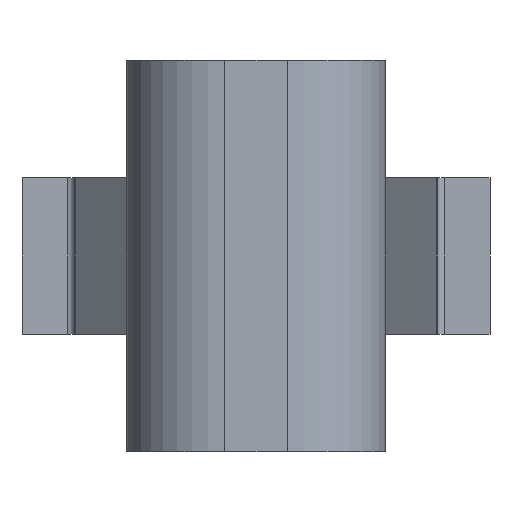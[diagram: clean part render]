
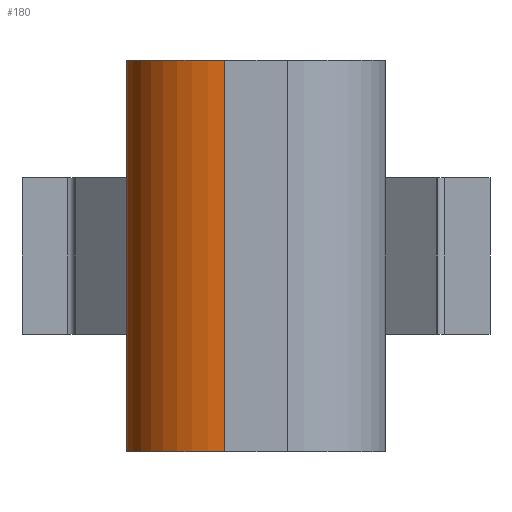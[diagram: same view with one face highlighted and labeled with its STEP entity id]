
A CAD part, left-side view. The second image highlights one B-rep face of the part: STEP entity #180.
In plain terms, the highlighted cylindrical face has radius 6.306 mm (diameter 12.612 mm), a partial arc.
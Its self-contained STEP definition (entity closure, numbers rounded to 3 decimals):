
#98 = DIRECTION ( 'NONE',  ( 0., 0., -1. ) ) ;
#133 = ORIENTED_EDGE ( 'NONE', *, *, #1474, .T. ) ;
#148 = CARTESIAN_POINT ( 'NONE',  ( -64.025, 2., 12.5 ) ) ;
#180 = ADVANCED_FACE ( 'NONE', ( #812 ), #958, .T. ) ;
#258 = AXIS2_PLACEMENT_3D ( 'NONE', #1035, #1176, #859 ) ;
#266 = LINE ( 'NONE', #843, #532 ) ;
#289 = CARTESIAN_POINT ( 'NONE',  ( -70.331, 2., 12.5 ) ) ;
#311 = VERTEX_POINT ( 'NONE', #750 ) ;
#378 = EDGE_CURVE ( 'NONE', #1783, #713, #501, .T. ) ;
#418 = CARTESIAN_POINT ( 'NONE',  ( -64.025, 2., 5. ) ) ;
#421 = EDGE_LOOP ( 'NONE', ( #1398, #1229, #133, #547, #719, #460 ) ) ;
#429 = EDGE_CURVE ( 'NONE', #713, #535, #632, .T. ) ;
#434 = CARTESIAN_POINT ( 'NONE',  ( -64.373, 8.296, 12.5 ) ) ;
#460 = ORIENTED_EDGE ( 'NONE', *, *, #1009, .T. ) ;
#501 = CIRCLE ( 'NONE', #1781, 6.306 ) ;
#532 = VECTOR ( 'NONE', #692, 1000. ) ;
#535 = VERTEX_POINT ( 'NONE', #838 ) ;
#547 = ORIENTED_EDGE ( 'NONE', *, *, #429, .F. ) ;
#587 = VECTOR ( 'NONE', #1581, 1000. ) ;
#598 = VECTOR ( 'NONE', #98, 1000. ) ;
#632 = LINE ( 'NONE', #1233, #598 ) ;
#692 = DIRECTION ( 'NONE',  ( 0., 0., -1. ) ) ;
#713 = VERTEX_POINT ( 'NONE', #289 ) ;
#719 = ORIENTED_EDGE ( 'NONE', *, *, #378, .F. ) ;
#720 = DIRECTION ( 'NONE',  ( 1., 0., 0. ) ) ;
#750 = CARTESIAN_POINT ( 'NONE',  ( -64.373, 8.296, -5. ) ) ;
#812 = FACE_OUTER_BOUND ( 'NONE', #421, .T. ) ;
#823 = DIRECTION ( 'NONE',  ( 1., 0., 0. ) ) ;
#838 = CARTESIAN_POINT ( 'NONE',  ( -70.331, 2., -12.5 ) ) ;
#843 = CARTESIAN_POINT ( 'NONE',  ( -64.373, 8.296, 12.5 ) ) ;
#859 = DIRECTION ( 'NONE',  ( 1., 0., 0. ) ) ;
#889 = LINE ( 'NONE', #1158, #587 ) ;
#931 = CARTESIAN_POINT ( 'NONE',  ( -64.373, 8.296, 12.5 ) ) ;
#958 = CYLINDRICAL_SURFACE ( 'NONE', #1670, 6.306 ) ;
#981 = DIRECTION ( 'NONE',  ( 0., 0., -1. ) ) ;
#1009 = EDGE_CURVE ( 'NONE', #1783, #1068, #1845, .T. ) ;
#1035 = CARTESIAN_POINT ( 'NONE',  ( -64.025, 2., -12.5 ) ) ;
#1068 = VERTEX_POINT ( 'NONE', #1853 ) ;
#1092 = VECTOR ( 'NONE', #981, 1000. ) ;
#1158 = CARTESIAN_POINT ( 'NONE',  ( -64.373, 8.296, 5. ) ) ;
#1176 = DIRECTION ( 'NONE',  ( 0., 0., 1. ) ) ;
#1229 = ORIENTED_EDGE ( 'NONE', *, *, #1384, .T. ) ;
#1233 = CARTESIAN_POINT ( 'NONE',  ( -70.331, 2., 5. ) ) ;
#1236 = DIRECTION ( 'NONE',  ( 0., 0., -1. ) ) ;
#1252 = VERTEX_POINT ( 'NONE', #1501 ) ;
#1384 = EDGE_CURVE ( 'NONE', #311, #1252, #266, .T. ) ;
#1398 = ORIENTED_EDGE ( 'NONE', *, *, #1466, .T. ) ;
#1466 = EDGE_CURVE ( 'NONE', #1068, #311, #889, .T. ) ;
#1474 = EDGE_CURVE ( 'NONE', #1252, #535, #1786, .T. ) ;
#1501 = CARTESIAN_POINT ( 'NONE',  ( -64.373, 8.296, -12.5 ) ) ;
#1581 = DIRECTION ( 'NONE',  ( 0., 0., -1. ) ) ;
#1670 = AXIS2_PLACEMENT_3D ( 'NONE', #418, #1236, #823 ) ;
#1751 = DIRECTION ( 'NONE',  ( 0., 0., 1. ) ) ;
#1781 = AXIS2_PLACEMENT_3D ( 'NONE', #148, #1751, #720 ) ;
#1783 = VERTEX_POINT ( 'NONE', #931 ) ;
#1786 = CIRCLE ( 'NONE', #258, 6.306 ) ;
#1845 = LINE ( 'NONE', #434, #1092 ) ;
#1853 = CARTESIAN_POINT ( 'NONE',  ( -64.373, 8.296, 5. ) ) ;
